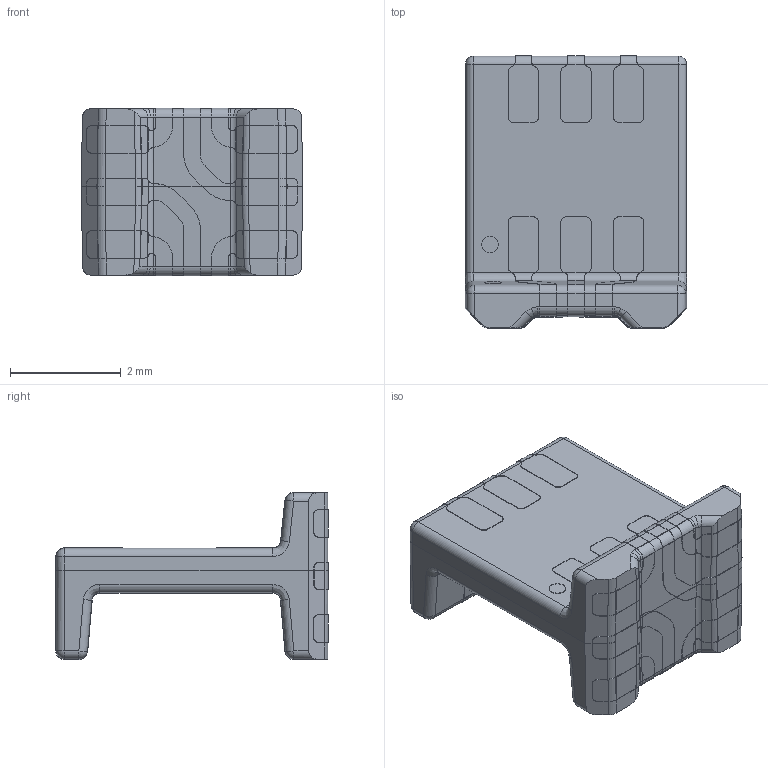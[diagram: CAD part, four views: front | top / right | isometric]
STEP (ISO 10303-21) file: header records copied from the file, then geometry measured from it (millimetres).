
FILE_DESCRIPTION (( 'STEP AP214' ), '1' );
FILE_NAME ('20220221_78010300003.STEP', '2022-02-21T09:15:15', ( '' ), ( '' ), 'SwSTEP 2.0', 'SolidWorks 2021', '' );
FILE_SCHEMA (( 'AUTOMOTIVE_DESIGN' ));
Length unit declared in the file: millimetre
Products named in the file (3): 20220221_78010300003; 78010300003-M; Carrier_BT494030 Bauteiltraeger Small-SOT23-6
Assembly tree (2 placements, depth 2):
  20220221_78010300003
    Carrier_BT494030 Bauteiltraeger Small-SOT23-6
    78010300003-M
Bounding box: 4 x 4.92 x 3.02 mm (x, y, z)
Volume: 24 mm3; surface area: 116.8 mm2
Topology: 9 solids, 9 shells, 603 faces, 1473 edges, 884 vertices
Faces by surface type: plane 248, cylinder 192, bspline 153, sphere 10
Entity records: 18591 total; most frequent: CARTESIAN_POINT 5846, ORIENTED_EDGE 2938, DIRECTION 2219, EDGE_CURVE 1469, VERTEX_POINT 884, VECTOR 801, LINE 801, AXIS2_PLACEMENT_3D 709
